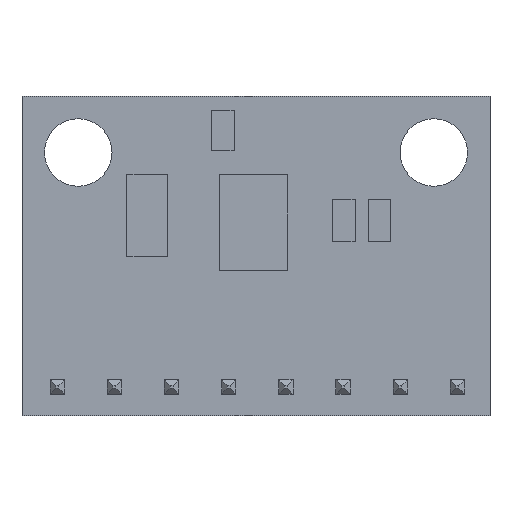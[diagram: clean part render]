
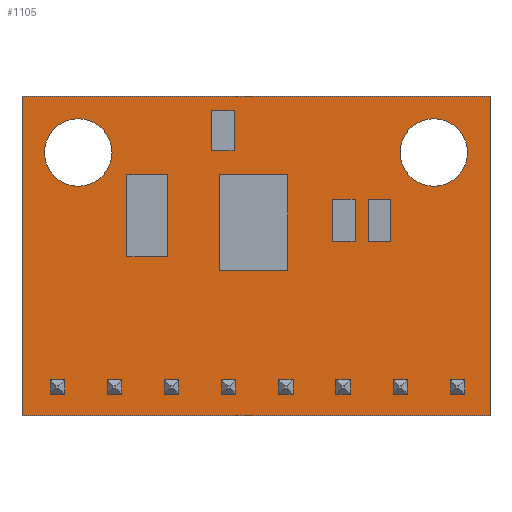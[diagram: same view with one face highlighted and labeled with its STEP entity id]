
A CAD part, top view. The second image highlights one B-rep face of the part: STEP entity #1105.
In plain terms, the highlighted planar face has unit normal (0, 0, 1).
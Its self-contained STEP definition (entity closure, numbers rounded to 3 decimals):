
#43=CIRCLE('',#1188,1.5);
#45=CIRCLE('',#1191,1.5);
#71=FACE_BOUND('',#178,.T.);
#72=FACE_BOUND('',#179,.T.);
#109=FACE_OUTER_BOUND('',#177,.T.);
#177=EDGE_LOOP('',(#875,#876,#877,#878));
#178=EDGE_LOOP('',(#879));
#179=EDGE_LOOP('',(#880));
#281=LINE('',#1688,#419);
#284=LINE('',#1694,#422);
#287=LINE('',#1700,#425);
#290=LINE('',#1704,#428);
#419=VECTOR('',#1379,10.);
#422=VECTOR('',#1384,10.);
#425=VECTOR('',#1389,10.);
#428=VECTOR('',#1394,10.);
#529=VERTEX_POINT('',#1670);
#531=VERTEX_POINT('',#1676);
#535=VERTEX_POINT('',#1685);
#536=VERTEX_POINT('',#1687);
#538=VERTEX_POINT('',#1693);
#540=VERTEX_POINT('',#1699);
#645=EDGE_CURVE('',#529,#529,#43,.T.);
#648=EDGE_CURVE('',#531,#531,#45,.T.);
#653=EDGE_CURVE('',#536,#535,#281,.T.);
#656=EDGE_CURVE('',#538,#536,#284,.T.);
#659=EDGE_CURVE('',#540,#538,#287,.T.);
#662=EDGE_CURVE('',#535,#540,#290,.T.);
#875=ORIENTED_EDGE('',*,*,#662,.T.);
#876=ORIENTED_EDGE('',*,*,#659,.T.);
#877=ORIENTED_EDGE('',*,*,#656,.T.);
#878=ORIENTED_EDGE('',*,*,#653,.T.);
#879=ORIENTED_EDGE('',*,*,#645,.T.);
#880=ORIENTED_EDGE('',*,*,#648,.T.);
#1039=PLANE('',#1197);
#1105=ADVANCED_FACE('',(#109,#71,#72),#1039,.T.);
#1188=AXIS2_PLACEMENT_3D('',#1671,#1363,#1364);
#1191=AXIS2_PLACEMENT_3D('',#1677,#1370,#1371);
#1197=AXIS2_PLACEMENT_3D('',#1705,#1395,#1396);
#1363=DIRECTION('center_axis',(0.,0.,-1.));
#1364=DIRECTION('ref_axis',(-1.,0.,0.));
#1370=DIRECTION('center_axis',(0.,0.,-1.));
#1371=DIRECTION('ref_axis',(-1.,0.,0.));
#1379=DIRECTION('',(-1.,0.,0.));
#1384=DIRECTION('',(0.,1.,0.));
#1389=DIRECTION('',(1.,0.,0.));
#1394=DIRECTION('',(0.,-1.,0.));
#1395=DIRECTION('center_axis',(0.,0.,1.));
#1396=DIRECTION('ref_axis',(1.,0.,0.));
#1670=CARTESIAN_POINT('',(4.,11.7,1.5));
#1671=CARTESIAN_POINT('Origin',(2.5,11.7,1.5));
#1676=CARTESIAN_POINT('',(19.8,11.7,1.5));
#1677=CARTESIAN_POINT('Origin',(18.3,11.7,1.5));
#1685=CARTESIAN_POINT('',(0.,14.2,1.5));
#1687=CARTESIAN_POINT('',(20.8,14.2,1.5));
#1688=CARTESIAN_POINT('',(20.8,14.2,1.5));
#1693=CARTESIAN_POINT('',(20.8,0.,1.5));
#1694=CARTESIAN_POINT('',(20.8,0.,1.5));
#1699=CARTESIAN_POINT('',(0.,0.,1.5));
#1700=CARTESIAN_POINT('',(0.,0.,1.5));
#1704=CARTESIAN_POINT('',(0.,14.2,1.5));
#1705=CARTESIAN_POINT('Origin',(10.4,7.1,1.5));
